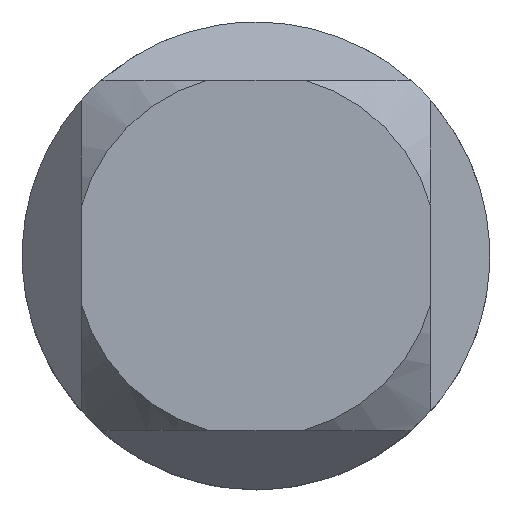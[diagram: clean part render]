
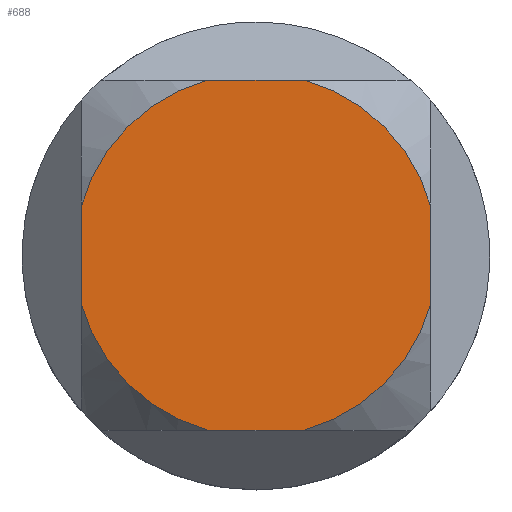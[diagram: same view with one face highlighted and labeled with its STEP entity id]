
A CAD part, top view. The second image highlights one B-rep face of the part: STEP entity #688.
In plain terms, the highlighted planar face has unit normal (0, 0, 1).
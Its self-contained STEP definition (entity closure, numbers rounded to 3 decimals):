
#18 = DIRECTION ( 'NONE',  ( 0., 0., -1. ) ) ;
#22 = LINE ( 'NONE', #1388, #291 ) ;
#25 = VERTEX_POINT ( 'NONE', #580 ) ;
#56 = CARTESIAN_POINT ( 'NONE',  ( 0., 0., 18.995 ) ) ;
#146 = EDGE_LOOP ( 'NONE', ( #1109, #939, #369, #566, #1209, #963, #966, #956 ) ) ;
#155 = CIRCLE ( 'NONE', #362, 5.543 ) ;
#156 = VECTOR ( 'NONE', #1319, 1000. ) ;
#157 = VERTEX_POINT ( 'NONE', #386 ) ;
#180 = DIRECTION ( 'NONE',  ( 0., 1., 0. ) ) ;
#184 = CARTESIAN_POINT ( 'NONE',  ( 0., 0., 18.995 ) ) ;
#188 = CARTESIAN_POINT ( 'NONE',  ( -5.345, 0., 18.995 ) ) ;
#193 = EDGE_CURVE ( 'NONE', #1113, #538, #1091, .T. ) ;
#209 = LINE ( 'NONE', #772, #156 ) ;
#224 = DIRECTION ( 'NONE',  ( 0., 0., -1. ) ) ;
#291 = VECTOR ( 'NONE', #728, 1000. ) ;
#292 = DIRECTION ( 'NONE',  ( 0., 1., 0. ) ) ;
#327 = EDGE_CURVE ( 'NONE', #25, #1188, #1359, .T. ) ;
#354 = CARTESIAN_POINT ( 'NONE',  ( 0., 5.345, 18.995 ) ) ;
#362 = AXIS2_PLACEMENT_3D ( 'NONE', #861, #224, #977 ) ;
#369 = ORIENTED_EDGE ( 'NONE', *, *, #1396, .F. ) ;
#386 = CARTESIAN_POINT ( 'NONE',  ( 5.345, 1.466, 18.995 ) ) ;
#488 = DIRECTION ( 'NONE',  ( 0., 1., 0. ) ) ;
#512 = PLANE ( 'NONE',  #1350 ) ;
#538 = VERTEX_POINT ( 'NONE', #835 ) ;
#557 = EDGE_CURVE ( 'NONE', #651, #538, #1015, .T. ) ;
#561 = AXIS2_PLACEMENT_3D ( 'NONE', #676, #18, #793 ) ;
#566 = ORIENTED_EDGE ( 'NONE', *, *, #327, .T. ) ;
#580 = CARTESIAN_POINT ( 'NONE',  ( 1.466, 5.345, 18.995 ) ) ;
#651 = VERTEX_POINT ( 'NONE', #1384 ) ;
#654 = CIRCLE ( 'NONE', #832, 5.543 ) ;
#656 = CARTESIAN_POINT ( 'NONE',  ( 5.345, -1.466, 18.995 ) ) ;
#676 = CARTESIAN_POINT ( 'NONE',  ( 0., 0., 18.995 ) ) ;
#688 = ADVANCED_FACE ( 'NONE', ( #1266 ), #512, .F. ) ;
#705 = CARTESIAN_POINT ( 'NONE',  ( 0., 0., 18.995 ) ) ;
#728 = DIRECTION ( 'NONE',  ( 1., 0., 0. ) ) ;
#733 = DIRECTION ( 'NONE',  ( 0., -1., 0. ) ) ;
#750 = VECTOR ( 'NONE', #1009, 1000. ) ;
#772 = CARTESIAN_POINT ( 'NONE',  ( 5.345, 0., 18.995 ) ) ;
#793 = DIRECTION ( 'NONE',  ( 0., 1., 0. ) ) ;
#827 = DIRECTION ( 'NONE',  ( 0., 0., -1. ) ) ;
#832 = AXIS2_PLACEMENT_3D ( 'NONE', #56, #827, #180 ) ;
#835 = CARTESIAN_POINT ( 'NONE',  ( -5.345, -1.466, 18.995 ) ) ;
#847 = EDGE_CURVE ( 'NONE', #1113, #1290, #22, .T. ) ;
#861 = CARTESIAN_POINT ( 'NONE',  ( 0., 0., 18.995 ) ) ;
#870 = CARTESIAN_POINT ( 'NONE',  ( -1.466, -5.345, 18.995 ) ) ;
#936 = DIRECTION ( 'NONE',  ( 0., 0., -1. ) ) ;
#939 = ORIENTED_EDGE ( 'NONE', *, *, #1092, .T. ) ;
#953 = CARTESIAN_POINT ( 'NONE',  ( 1.466, -5.345, 18.995 ) ) ;
#956 = ORIENTED_EDGE ( 'NONE', *, *, #847, .T. ) ;
#963 = ORIENTED_EDGE ( 'NONE', *, *, #557, .T. ) ;
#966 = ORIENTED_EDGE ( 'NONE', *, *, #193, .F. ) ;
#977 = DIRECTION ( 'NONE',  ( 0., 1., 0. ) ) ;
#1009 = DIRECTION ( 'NONE',  ( -1., 0., 0. ) ) ;
#1015 = LINE ( 'NONE', #188, #1281 ) ;
#1025 = CIRCLE ( 'NONE', #561, 5.543 ) ;
#1086 = VERTEX_POINT ( 'NONE', #656 ) ;
#1091 = CIRCLE ( 'NONE', #1103, 5.543 ) ;
#1092 = EDGE_CURVE ( 'NONE', #1086, #157, #209, .T. ) ;
#1103 = AXIS2_PLACEMENT_3D ( 'NONE', #705, #1141, #488 ) ;
#1109 = ORIENTED_EDGE ( 'NONE', *, *, #1234, .F. ) ;
#1113 = VERTEX_POINT ( 'NONE', #870 ) ;
#1141 = DIRECTION ( 'NONE',  ( 0., 0., -1. ) ) ;
#1188 = VERTEX_POINT ( 'NONE', #1370 ) ;
#1209 = ORIENTED_EDGE ( 'NONE', *, *, #1294, .F. ) ;
#1234 = EDGE_CURVE ( 'NONE', #1086, #1290, #654, .T. ) ;
#1266 = FACE_OUTER_BOUND ( 'NONE', #146, .T. ) ;
#1281 = VECTOR ( 'NONE', #733, 1000. ) ;
#1290 = VERTEX_POINT ( 'NONE', #953 ) ;
#1294 = EDGE_CURVE ( 'NONE', #651, #1188, #155, .T. ) ;
#1319 = DIRECTION ( 'NONE',  ( 0., 1., 0. ) ) ;
#1350 = AXIS2_PLACEMENT_3D ( 'NONE', #184, #936, #292 ) ;
#1359 = LINE ( 'NONE', #354, #750 ) ;
#1370 = CARTESIAN_POINT ( 'NONE',  ( -1.466, 5.345, 18.995 ) ) ;
#1384 = CARTESIAN_POINT ( 'NONE',  ( -5.345, 1.466, 18.995 ) ) ;
#1388 = CARTESIAN_POINT ( 'NONE',  ( 0., -5.345, 18.995 ) ) ;
#1396 = EDGE_CURVE ( 'NONE', #25, #157, #1025, .T. ) ;
